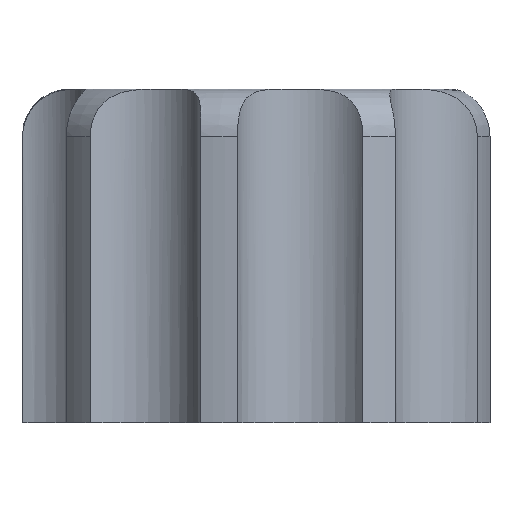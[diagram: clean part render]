
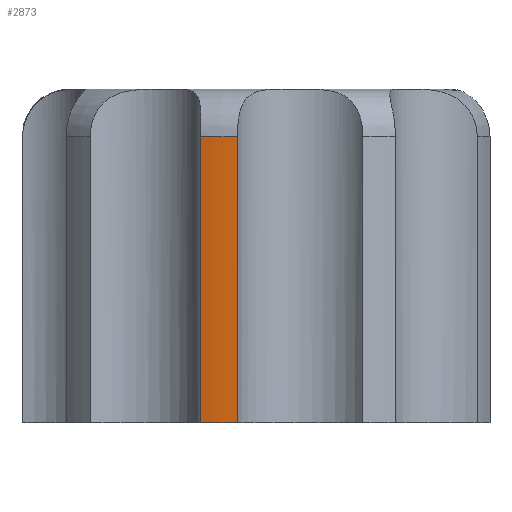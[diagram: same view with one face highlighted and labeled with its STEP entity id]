
A CAD part, front view. The second image highlights one B-rep face of the part: STEP entity #2873.
In plain terms, the highlighted cylindrical face has radius 10 mm (diameter 20 mm), a partial arc.
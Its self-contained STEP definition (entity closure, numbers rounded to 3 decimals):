
#100 = PLANE('',#101);
#101 = AXIS2_PLACEMENT_3D('',#102,#103,#104);
#102 = CARTESIAN_POINT('',(0.,0.,0.));
#103 = DIRECTION('',(0.,0.,1.));
#104 = DIRECTION('',(1.,0.,0.));
#931 = VERTEX_POINT('',#932);
#932 = CARTESIAN_POINT('',(-2.504,-9.681,0.));
#947 = CYLINDRICAL_SURFACE('',#948,3.);
#948 = AXIS2_PLACEMENT_3D('',#949,#950,#951);
#949 = CARTESIAN_POINT('',(-5.5,-9.526,0.));
#950 = DIRECTION('',(0.,0.,1.));
#951 = DIRECTION('',(-0.5,-0.866,0.));
#959 = EDGE_CURVE('',#931,#960,#962,.T.);
#960 = VERTEX_POINT('',#961);
#961 = CARTESIAN_POINT('',(-0.958,-9.954,0.));
#962 = SURFACE_CURVE('',#963,(#968,#975),.PCURVE_S1.);
#963 = CIRCLE('',#964,10.);
#964 = AXIS2_PLACEMENT_3D('',#965,#966,#967);
#965 = CARTESIAN_POINT('',(0.,0.,0.));
#966 = DIRECTION('',(0.,0.,1.));
#967 = DIRECTION('',(1.,0.,0.));
#968 = PCURVE('',#100,#969);
#969 = DEFINITIONAL_REPRESENTATION('',(#970),#974);
#970 = CIRCLE('',#971,10.);
#971 = AXIS2_PLACEMENT_2D('',#972,#973);
#972 = CARTESIAN_POINT('',(0.,0.));
#973 = DIRECTION('',(1.,0.));
#974 = ( GEOMETRIC_REPRESENTATION_CONTEXT(2) 
PARAMETRIC_REPRESENTATION_CONTEXT() REPRESENTATION_CONTEXT('2D SPACE',''
  ) );
#975 = PCURVE('',#976,#981);
#976 = CYLINDRICAL_SURFACE('',#977,10.);
#977 = AXIS2_PLACEMENT_3D('',#978,#979,#980);
#978 = CARTESIAN_POINT('',(0.,0.,0.));
#979 = DIRECTION('',(0.,0.,1.));
#980 = DIRECTION('',(1.,0.,0.));
#981 = DEFINITIONAL_REPRESENTATION('',(#982),#986);
#982 = LINE('',#983,#984);
#983 = CARTESIAN_POINT('',(0.,0.));
#984 = VECTOR('',#985,1.);
#985 = DIRECTION('',(1.,0.));
#986 = ( GEOMETRIC_REPRESENTATION_CONTEXT(2) 
PARAMETRIC_REPRESENTATION_CONTEXT() REPRESENTATION_CONTEXT('2D SPACE',''
  ) );
#1005 = CYLINDRICAL_SURFACE('',#1006,3.);
#1006 = AXIS2_PLACEMENT_3D('',#1007,#1008,#1009);
#1007 = CARTESIAN_POINT('',(1.91,-10.833,0.));
#1008 = DIRECTION('',(0.,0.,1.));
#1009 = DIRECTION('',(0.174,-0.985,0.));
#1919 = TOROIDAL_SURFACE('',#1920,8.,2.);
#1920 = AXIS2_PLACEMENT_3D('',#1921,#1922,#1923);
#1921 = CARTESIAN_POINT('',(0.,0.,12.));
#1922 = DIRECTION('',(0.,0.,1.));
#1923 = DIRECTION('',(1.,0.,0.));
#2576 = VERTEX_POINT('',#2577);
#2577 = CARTESIAN_POINT('',(-0.958,-9.954,12.));
#2855 = EDGE_CURVE('',#960,#2576,#2856,.T.);
#2856 = SURFACE_CURVE('',#2857,(#2861,#2867),.PCURVE_S1.);
#2857 = LINE('',#2858,#2859);
#2858 = CARTESIAN_POINT('',(-0.958,-9.954,0.));
#2859 = VECTOR('',#2860,1.);
#2860 = DIRECTION('',(0.,0.,1.));
#2861 = PCURVE('',#1005,#2862);
#2862 = DEFINITIONAL_REPRESENTATION('',(#2863),#2866);
#2863 = B_SPLINE_CURVE_WITH_KNOTS('',1,(#2864,#2865),.UNSPECIFIED.,.F.,
  .F.,(2,2),(0.,12.),.PIECEWISE_BEZIER_KNOTS.);
#2864 = CARTESIAN_POINT('',(4.241,0.));
#2865 = CARTESIAN_POINT('',(4.241,12.));
#2866 = ( GEOMETRIC_REPRESENTATION_CONTEXT(2) 
PARAMETRIC_REPRESENTATION_CONTEXT() REPRESENTATION_CONTEXT('2D SPACE',''
  ) );
#2867 = PCURVE('',#976,#2868);
#2868 = DEFINITIONAL_REPRESENTATION('',(#2869),#2872);
#2869 = B_SPLINE_CURVE_WITH_KNOTS('',1,(#2870,#2871),.UNSPECIFIED.,.F.,
  .F.,(2,2),(0.,12.),.PIECEWISE_BEZIER_KNOTS.);
#2870 = CARTESIAN_POINT('',(4.616,0.));
#2871 = CARTESIAN_POINT('',(4.616,12.));
#2872 = ( GEOMETRIC_REPRESENTATION_CONTEXT(2) 
PARAMETRIC_REPRESENTATION_CONTEXT() REPRESENTATION_CONTEXT('2D SPACE',''
  ) );
#2873 = ADVANCED_FACE('',(#2874),#976,.T.);
#2874 = FACE_BOUND('',#2875,.T.);
#2875 = EDGE_LOOP('',(#2876,#2877,#2901,#2920));
#2876 = ORIENTED_EDGE('',*,*,#2855,.T.);
#2877 = ORIENTED_EDGE('',*,*,#2878,.F.);
#2878 = EDGE_CURVE('',#2879,#2576,#2881,.T.);
#2879 = VERTEX_POINT('',#2880);
#2880 = CARTESIAN_POINT('',(-2.504,-9.681,12.));
#2881 = SURFACE_CURVE('',#2882,(#2887,#2894),.PCURVE_S1.);
#2882 = CIRCLE('',#2883,10.);
#2883 = AXIS2_PLACEMENT_3D('',#2884,#2885,#2886);
#2884 = CARTESIAN_POINT('',(0.,0.,12.));
#2885 = DIRECTION('',(0.,0.,1.));
#2886 = DIRECTION('',(1.,0.,0.));
#2887 = PCURVE('',#976,#2888);
#2888 = DEFINITIONAL_REPRESENTATION('',(#2889),#2893);
#2889 = LINE('',#2890,#2891);
#2890 = CARTESIAN_POINT('',(0.,12.));
#2891 = VECTOR('',#2892,1.);
#2892 = DIRECTION('',(1.,0.));
#2893 = ( GEOMETRIC_REPRESENTATION_CONTEXT(2) 
PARAMETRIC_REPRESENTATION_CONTEXT() REPRESENTATION_CONTEXT('2D SPACE',''
  ) );
#2894 = PCURVE('',#1919,#2895);
#2895 = DEFINITIONAL_REPRESENTATION('',(#2896),#2900);
#2896 = LINE('',#2897,#2898);
#2897 = CARTESIAN_POINT('',(0.,0.));
#2898 = VECTOR('',#2899,1.);
#2899 = DIRECTION('',(1.,0.));
#2900 = ( GEOMETRIC_REPRESENTATION_CONTEXT(2) 
PARAMETRIC_REPRESENTATION_CONTEXT() REPRESENTATION_CONTEXT('2D SPACE',''
  ) );
#2901 = ORIENTED_EDGE('',*,*,#2902,.F.);
#2902 = EDGE_CURVE('',#931,#2879,#2903,.T.);
#2903 = SURFACE_CURVE('',#2904,(#2908,#2914),.PCURVE_S1.);
#2904 = LINE('',#2905,#2906);
#2905 = CARTESIAN_POINT('',(-2.504,-9.681,0.));
#2906 = VECTOR('',#2907,1.);
#2907 = DIRECTION('',(0.,0.,1.));
#2908 = PCURVE('',#976,#2909);
#2909 = DEFINITIONAL_REPRESENTATION('',(#2910),#2913);
#2910 = B_SPLINE_CURVE_WITH_KNOTS('',1,(#2911,#2912),.UNSPECIFIED.,.F.,
  .F.,(2,2),(0.,12.),.PIECEWISE_BEZIER_KNOTS.);
#2911 = CARTESIAN_POINT('',(4.459,0.));
#2912 = CARTESIAN_POINT('',(4.459,12.));
#2913 = ( GEOMETRIC_REPRESENTATION_CONTEXT(2) 
PARAMETRIC_REPRESENTATION_CONTEXT() REPRESENTATION_CONTEXT('2D SPACE',''
  ) );
#2914 = PCURVE('',#947,#2915);
#2915 = DEFINITIONAL_REPRESENTATION('',(#2916),#2919);
#2916 = B_SPLINE_CURVE_WITH_KNOTS('',1,(#2917,#2918),.UNSPECIFIED.,.F.,
  .F.,(2,2),(0.,12.),.PIECEWISE_BEZIER_KNOTS.);
#2917 = CARTESIAN_POINT('',(2.043,0.));
#2918 = CARTESIAN_POINT('',(2.043,12.));
#2919 = ( GEOMETRIC_REPRESENTATION_CONTEXT(2) 
PARAMETRIC_REPRESENTATION_CONTEXT() REPRESENTATION_CONTEXT('2D SPACE',''
  ) );
#2920 = ORIENTED_EDGE('',*,*,#959,.T.);
